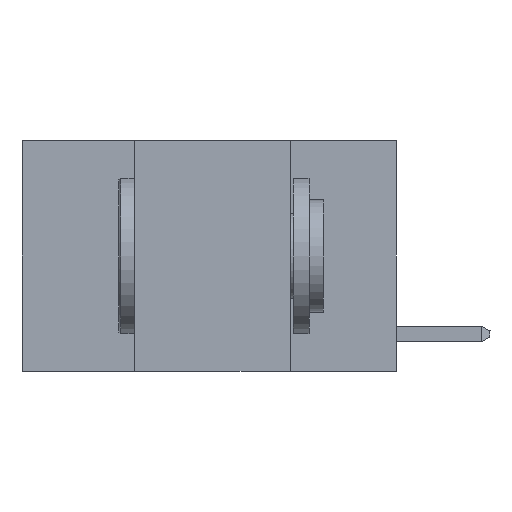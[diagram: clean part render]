
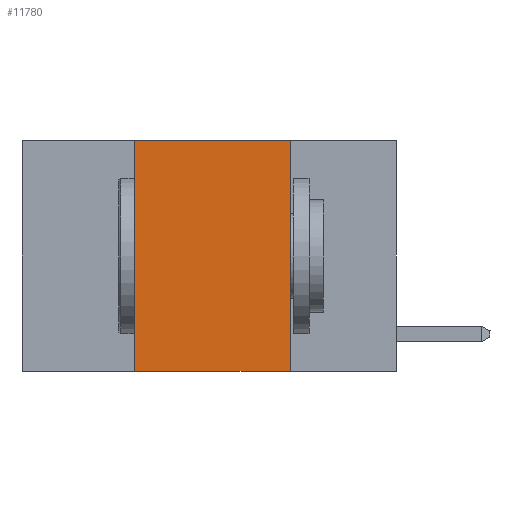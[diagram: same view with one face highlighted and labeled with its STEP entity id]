
A CAD part, left-side view. The second image highlights one B-rep face of the part: STEP entity #11780.
In plain terms, the highlighted planar face has unit normal (-1, 0, 0).
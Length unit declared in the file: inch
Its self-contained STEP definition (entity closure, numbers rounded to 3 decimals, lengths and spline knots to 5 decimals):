
#695 = VECTOR ( 'NONE', #6481, 39.37008 ) ;
#879 = VERTEX_POINT ( 'NONE', #11844 ) ;
#1294 = CARTESIAN_POINT ( 'NONE',  ( 0., 0.6, -0.37 ) ) ;
#2669 = VECTOR ( 'NONE', #9773, 39.37008 ) ;
#2849 = LINE ( 'NONE', #12211, #14306 ) ;
#3298 = EDGE_CURVE ( 'NONE', #879, #9366, #11091, .T. ) ;
#3626 = EDGE_CURVE ( 'NONE', #6143, #879, #2849, .T. ) ;
#4019 = ORIENTED_EDGE ( 'NONE', *, *, #5793, .F. ) ;
#4868 = FACE_OUTER_BOUND ( 'NONE', #14338, .T. ) ;
#4937 = ORIENTED_EDGE ( 'NONE', *, *, #3298, .F. ) ;
#5792 = CARTESIAN_POINT ( 'NONE',  ( 0., 0.17, 0. ) ) ;
#5793 = EDGE_CURVE ( 'NONE', #11695, #6143, #16908, .T. ) ;
#6143 = VERTEX_POINT ( 'NONE', #12399 ) ;
#6328 = PLANE ( 'NONE',  #13969 ) ;
#6481 = DIRECTION ( 'NONE',  ( 0., 0., 1. ) ) ;
#7111 = VECTOR ( 'NONE', #14517, 39.37008 ) ;
#8104 = ORIENTED_EDGE ( 'NONE', *, *, #3626, .F. ) ;
#8220 = EDGE_CURVE ( 'NONE', #11695, #9366, #11751, .T. ) ;
#9017 = DIRECTION ( 'NONE',  ( 0., 0., -1. ) ) ;
#9366 = VERTEX_POINT ( 'NONE', #12555 ) ;
#9773 = DIRECTION ( 'NONE',  ( 0., 0., -1. ) ) ;
#11091 = LINE ( 'NONE', #5792, #2669 ) ;
#11464 = DIRECTION ( 'NONE',  ( 1., 0., 0. ) ) ;
#11695 = VERTEX_POINT ( 'NONE', #14057 ) ;
#11751 = LINE ( 'NONE', #1294, #7111 ) ;
#11780 = ADVANCED_FACE ( 'NONE', ( #4868 ), #6328, .F. ) ;
#11844 = CARTESIAN_POINT ( 'NONE',  ( 0., 0.17, 0. ) ) ;
#12211 = CARTESIAN_POINT ( 'NONE',  ( 0., 0.6, 0. ) ) ;
#12399 = CARTESIAN_POINT ( 'NONE',  ( 0., 0.42, 0. ) ) ;
#12534 = ORIENTED_EDGE ( 'NONE', *, *, #8220, .T. ) ;
#12555 = CARTESIAN_POINT ( 'NONE',  ( 0., 0.17, -0.37 ) ) ;
#13969 = AXIS2_PLACEMENT_3D ( 'NONE', #15619, #11464, #9017 ) ;
#14057 = CARTESIAN_POINT ( 'NONE',  ( 0., 0.42, -0.37 ) ) ;
#14306 = VECTOR ( 'NONE', #16107, 39.37008 ) ;
#14338 = EDGE_LOOP ( 'NONE', ( #4937, #8104, #4019, #12534 ) ) ;
#14517 = DIRECTION ( 'NONE',  ( 0., -1., 0. ) ) ;
#15619 = CARTESIAN_POINT ( 'NONE',  ( 0., 0.6, 0. ) ) ;
#15690 = CARTESIAN_POINT ( 'NONE',  ( 0., 0.42, 0. ) ) ;
#16107 = DIRECTION ( 'NONE',  ( 0., -1., 0. ) ) ;
#16908 = LINE ( 'NONE', #15690, #695 ) ;
